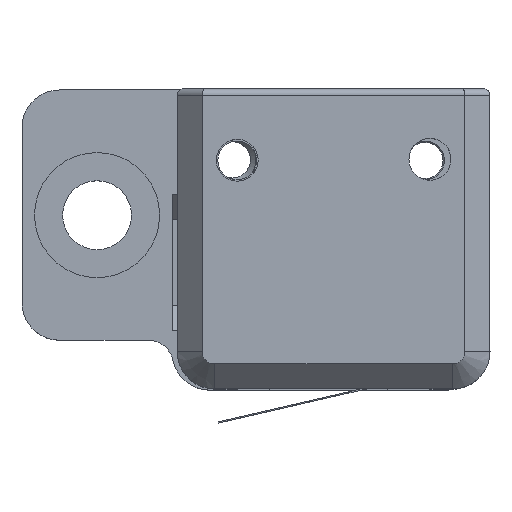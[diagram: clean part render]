
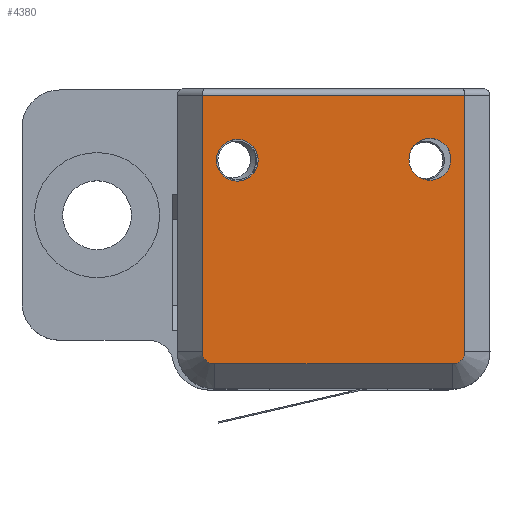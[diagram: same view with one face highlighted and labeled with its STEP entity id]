
A CAD part, top view. The second image highlights one B-rep face of the part: STEP entity #4380.
In plain terms, the highlighted face is planar.
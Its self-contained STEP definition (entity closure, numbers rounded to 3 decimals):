
#396=FACE_BOUND('',#893,.T.);
#397=FACE_BOUND('',#894,.T.);
#485=PLANE('',#4761);
#622=FACE_OUTER_BOUND('',#892,.T.);
#892=EDGE_LOOP('',(#3373,#3374,#3375,#3376,#3377,#3378));
#893=EDGE_LOOP('',(#3379));
#894=EDGE_LOOP('',(#3380));
#1217=LINE('',#6551,#1509);
#1227=LINE('',#6577,#1519);
#1246=LINE('',#6632,#1538);
#1251=LINE('',#6645,#1543);
#1509=VECTOR('',#5455,10.);
#1519=VECTOR('',#5481,10.);
#1538=VECTOR('',#5526,10.);
#1543=VECTOR('',#5539,10.);
#1685=CIRCLE('',#4754,1.);
#1687=CIRCLE('',#4758,1.);
#1689=CIRCLE('',#4762,1.675);
#1690=CIRCLE('',#4763,1.675);
#1921=VERTEX_POINT('',#6549);
#1922=VERTEX_POINT('',#6550);
#1930=VERTEX_POINT('',#6575);
#1951=VERTEX_POINT('',#6624);
#1953=VERTEX_POINT('',#6630);
#1957=VERTEX_POINT('',#6640);
#1958=VERTEX_POINT('',#6648);
#1959=VERTEX_POINT('',#6650);
#2429=EDGE_CURVE('',#1921,#1922,#1217,.T.);
#2443=EDGE_CURVE('',#1930,#1921,#1227,.T.);
#2467=EDGE_CURVE('',#1951,#1930,#1685,.T.);
#2470=EDGE_CURVE('',#1953,#1951,#1246,.T.);
#2475=EDGE_CURVE('',#1957,#1953,#1687,.T.);
#2477=EDGE_CURVE('',#1922,#1957,#1251,.T.);
#2479=EDGE_CURVE('',#1958,#1958,#1689,.T.);
#2480=EDGE_CURVE('',#1959,#1959,#1690,.T.);
#3373=ORIENTED_EDGE('',*,*,#2429,.F.);
#3374=ORIENTED_EDGE('',*,*,#2443,.F.);
#3375=ORIENTED_EDGE('',*,*,#2467,.F.);
#3376=ORIENTED_EDGE('',*,*,#2470,.F.);
#3377=ORIENTED_EDGE('',*,*,#2475,.F.);
#3378=ORIENTED_EDGE('',*,*,#2477,.F.);
#3379=ORIENTED_EDGE('',*,*,#2479,.T.);
#3380=ORIENTED_EDGE('',*,*,#2480,.T.);
#4380=ADVANCED_FACE('',(#622,#396,#397),#485,.T.);
#4754=AXIS2_PLACEMENT_3D('',#6626,#5519,#5520);
#4758=AXIS2_PLACEMENT_3D('',#6642,#5533,#5534);
#4761=AXIS2_PLACEMENT_3D('',#6647,#5541,#5542);
#4762=AXIS2_PLACEMENT_3D('',#6649,#5543,#5544);
#4763=AXIS2_PLACEMENT_3D('',#6651,#5545,#5546);
#5455=DIRECTION('',(-1.,0.,0.));
#5481=DIRECTION('',(0.,1.,0.));
#5519=DIRECTION('center_axis',(0.,0.,
1.));
#5520=DIRECTION('ref_axis',(1.,0.,0.));
#5526=DIRECTION('',(1.,0.,0.));
#5533=DIRECTION('center_axis',(0.,0.,
1.));
#5534=DIRECTION('ref_axis',(0.,-1.,0.));
#5539=DIRECTION('',(0.,-1.,0.));
#5541=DIRECTION('center_axis',(0.,0.,
-1.));
#5542=DIRECTION('ref_axis',(-1.,0.,0.));
#5543=DIRECTION('center_axis',(0.,0.,
1.));
#5544=DIRECTION('ref_axis',(-1.,0.,0.));
#5545=DIRECTION('center_axis',(0.,0.,
1.));
#5546=DIRECTION('ref_axis',(-1.,0.,0.));
#6549=CARTESIAN_POINT('',(-14.451,-134.772,2.));
#6550=CARTESIAN_POINT('',(-35.451,-134.772,2.));
#6551=CARTESIAN_POINT('',(-31.201,-134.772,2.));
#6575=CARTESIAN_POINT('',(-14.451,-155.254,2.));
#6577=CARTESIAN_POINT('',(-14.451,-140.267,2.));
#6624=CARTESIAN_POINT('',(-15.451,-156.254,2.));
#6626=CARTESIAN_POINT('Origin',(-15.451,-155.254,2.));
#6630=CARTESIAN_POINT('',(-34.451,-156.254,2.));
#6632=CARTESIAN_POINT('',(-20.201,-156.254,2.));
#6640=CARTESIAN_POINT('',(-35.451,-155.254,2.));
#6642=CARTESIAN_POINT('Origin',(-34.451,-155.254,2.));
#6645=CARTESIAN_POINT('',(-35.451,-150.758,2.));
#6647=CARTESIAN_POINT('Origin',(-24.951,-146.263,2.));
#6648=CARTESIAN_POINT('',(-30.977,-139.9,2.));
#6649=CARTESIAN_POINT('Origin',(-32.652,-139.9,2.));
#6650=CARTESIAN_POINT('',(-15.575,-139.975,2.));
#6651=CARTESIAN_POINT('Origin',(-17.25,-139.975,2.));
